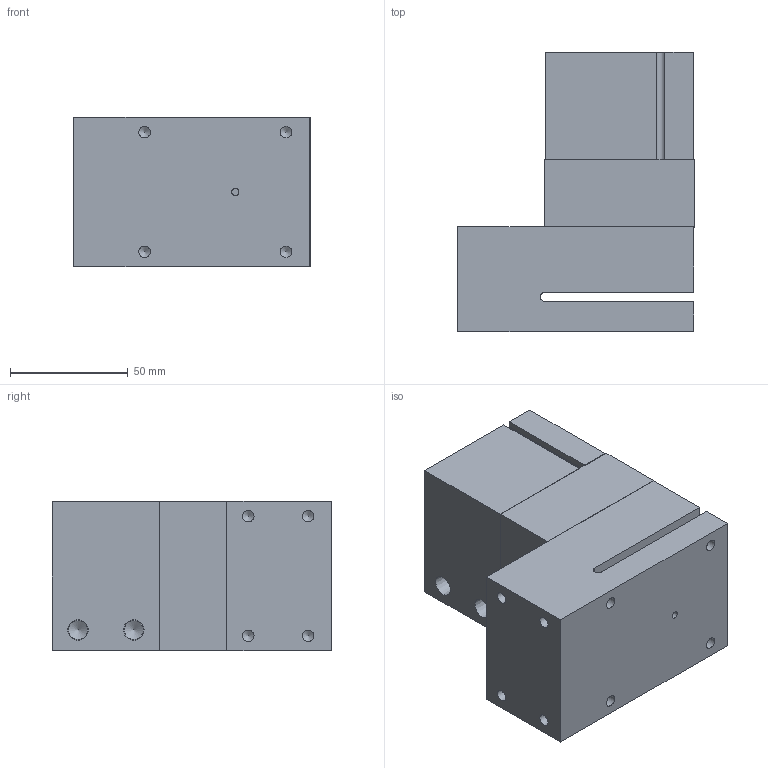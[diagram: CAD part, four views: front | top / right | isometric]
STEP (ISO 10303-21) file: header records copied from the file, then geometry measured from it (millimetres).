
FILE_DESCRIPTION(/* description */ (''),/* implementation_level */ '2;1');
FILE_NAME(/* name */ 'UP-40.stp',/* time_stamp */ '2018-01-18T14:02:57-05:00',/* author */ ('ppanana'),/* organization */ (''),/* preprocessor_version */ 'ST-DEVELOPER v16.1',/* originating_system */ 'Autodesk Inventor 2016',/* authorisation */ '');
FILE_SCHEMA (('CONFIG_CONTROL_DESIGN'));
Length unit declared in the file: inch
Products named in the file (1): UP-40 SOLID MODEL
Bounding box: 100.25 x 118.49 x 63.5 mm (x, y, z)
Surface area: 95582 mm2 (no closed solid volume)
Topology: 0 solids, 9 shells, 234 faces, 553 edges, 360 vertices
Faces by surface type: plane 125, cylinder 56, bspline 30, cone 23
Full cylindrical faces by diameter (mm): 3 x2, 4.917 x14, 6 x4, 6.6 x4, 7.95 x2, 8.376 x2, 10 x5, 11 x2, 11.1 x2, 16 x1, 44 x1, 50 x1, 50.79 x1
Entity records: 6723 total; most frequent: CARTESIAN_POINT 1518, ORIENTED_EDGE 934, DIRECTION 927, EDGE_CURVE 467, EDGE_LOOP 341, VERTEX_POINT 338, AXIS2_PLACEMENT_3D 315, LINE 297
